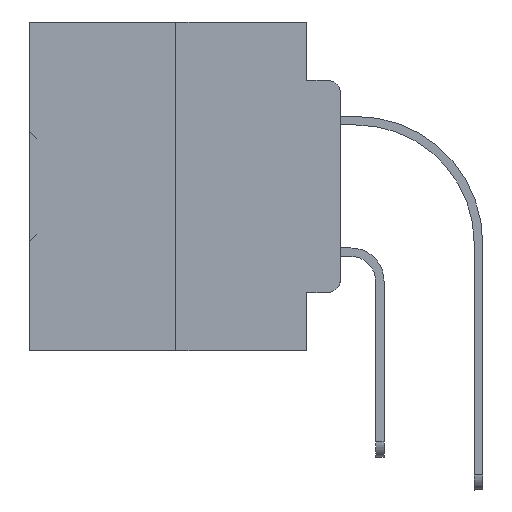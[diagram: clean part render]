
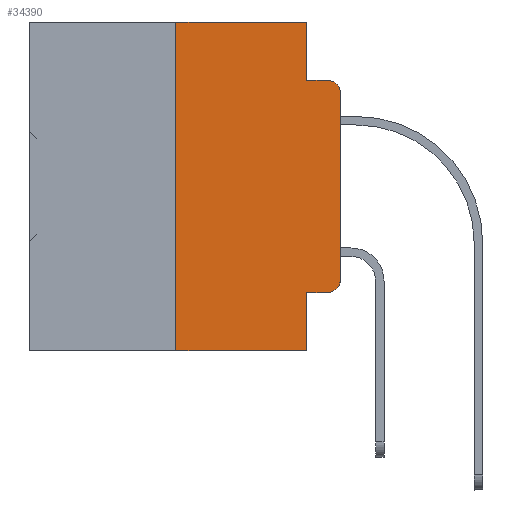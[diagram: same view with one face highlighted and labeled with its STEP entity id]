
A CAD part, left-side view. The second image highlights one B-rep face of the part: STEP entity #34390.
In plain terms, the highlighted planar face has unit normal (-1, 0, 0).
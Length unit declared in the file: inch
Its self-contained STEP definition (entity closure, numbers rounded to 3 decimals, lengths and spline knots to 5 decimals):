
#156 = CARTESIAN_POINT ( 'NONE',  ( 0., 0.051, -0.4115 ) ) ;
#649 = LINE ( 'NONE', #29859, #28101 ) ;
#1596 = EDGE_CURVE ( 'NONE', #4070, #7952, #649, .T. ) ;
#2082 = VECTOR ( 'NONE', #5604, 39.37008 ) ;
#2110 = CARTESIAN_POINT ( 'NONE',  ( 0., 0.051, 0. ) ) ;
#3308 = ORIENTED_EDGE ( 'NONE', *, *, #5663, .T. ) ;
#3886 = DIRECTION ( 'NONE',  ( 1., 0., 0. ) ) ;
#4070 = VERTEX_POINT ( 'NONE', #33596 ) ;
#4479 = DIRECTION ( 'NONE',  ( 0., 0., -1. ) ) ;
#4885 = ORIENTED_EDGE ( 'NONE', *, *, #15096, .T. ) ;
#4931 = ORIENTED_EDGE ( 'NONE', *, *, #13479, .T. ) ;
#5604 = DIRECTION ( 'NONE',  ( 0., 0., -1. ) ) ;
#5663 = EDGE_CURVE ( 'NONE', #25433, #6663, #32518, .T. ) ;
#6663 = VERTEX_POINT ( 'NONE', #17611 ) ;
#6913 = CARTESIAN_POINT ( 'NONE',  ( 0., 0., -0.3915 ) ) ;
#7039 = CARTESIAN_POINT ( 'NONE',  ( 0., 0.473, 0. ) ) ;
#7185 = DIRECTION ( 'NONE',  ( 0., -1., 0. ) ) ;
#7952 = VERTEX_POINT ( 'NONE', #20512 ) ;
#8900 = EDGE_CURVE ( 'NONE', #30068, #15854, #26293, .T. ) ;
#9156 = CARTESIAN_POINT ( 'NONE',  ( 0., 0., 0. ) ) ;
#9365 = DIRECTION ( 'NONE',  ( 0., 0., 1. ) ) ;
#9414 = ORIENTED_EDGE ( 'NONE', *, *, #9835, .T. ) ;
#9661 = VECTOR ( 'NONE', #32310, 39.37008 ) ;
#9835 = EDGE_CURVE ( 'NONE', #12326, #15854, #19659, .T. ) ;
#11666 = CARTESIAN_POINT ( 'NONE',  ( 0., 0.02, -0.1085 ) ) ;
#12297 = AXIS2_PLACEMENT_3D ( 'NONE', #33283, #26942, #4479 ) ;
#12326 = VERTEX_POINT ( 'NONE', #27768 ) ;
#13044 = DIRECTION ( 'NONE',  ( 0., -1., 0. ) ) ;
#13479 = EDGE_CURVE ( 'NONE', #6663, #19599, #22315, .T. ) ;
#13730 = CARTESIAN_POINT ( 'NONE',  ( 0., 0.02, -0.0885 ) ) ;
#13974 = FACE_OUTER_BOUND ( 'NONE', #40520, .T. ) ;
#14470 = VECTOR ( 'NONE', #27525, 39.37008 ) ;
#15062 = LINE ( 'NONE', #18411, #2082 ) ;
#15096 = EDGE_CURVE ( 'NONE', #19599, #12326, #18791, .T. ) ;
#15854 = VERTEX_POINT ( 'NONE', #13730 ) ;
#16180 = LINE ( 'NONE', #28989, #36694 ) ;
#16698 = DIRECTION ( 'NONE',  ( 0., 0., -1. ) ) ;
#16792 = CARTESIAN_POINT ( 'NONE',  ( 0., 0.051, 0. ) ) ;
#17070 = EDGE_CURVE ( 'NONE', #25433, #27564, #15062, .T. ) ;
#17239 = DIRECTION ( 'NONE',  ( 0., 0., 1. ) ) ;
#17611 = CARTESIAN_POINT ( 'NONE',  ( 0., 0.02, -0.4115 ) ) ;
#17921 = DIRECTION ( 'NONE',  ( 0., 0., -1. ) ) ;
#18411 = CARTESIAN_POINT ( 'NONE',  ( 0., 0.051, 0. ) ) ;
#18705 = AXIS2_PLACEMENT_3D ( 'NONE', #11666, #24226, #17921 ) ;
#18791 = LINE ( 'NONE', #9156, #26070 ) ;
#19599 = VERTEX_POINT ( 'NONE', #6913 ) ;
#19659 = CIRCLE ( 'NONE', #18705, 0.02 ) ;
#19852 = CARTESIAN_POINT ( 'NONE',  ( 0., 0.473, 0. ) ) ;
#20512 = CARTESIAN_POINT ( 'NONE',  ( 0., 0.25, 0. ) ) ;
#22104 = VECTOR ( 'NONE', #39416, 39.37008 ) ;
#22315 = CIRCLE ( 'NONE', #12297, 0.02 ) ;
#23815 = ORIENTED_EDGE ( 'NONE', *, *, #8900, .F. ) ;
#23828 = PLANE ( 'NONE',  #27664 ) ;
#24006 = ORIENTED_EDGE ( 'NONE', *, *, #17070, .F. ) ;
#24168 = LINE ( 'NONE', #2110, #14470 ) ;
#24226 = DIRECTION ( 'NONE',  ( -1., 0., 0. ) ) ;
#25374 = VECTOR ( 'NONE', #7185, 39.37008 ) ;
#25433 = VERTEX_POINT ( 'NONE', #29964 ) ;
#26070 = VECTOR ( 'NONE', #9365, 39.37008 ) ;
#26082 = CARTESIAN_POINT ( 'NONE',  ( 0., 0.051, -0.0885 ) ) ;
#26293 = LINE ( 'NONE', #26082, #25374 ) ;
#26785 = ORIENTED_EDGE ( 'NONE', *, *, #39116, .F. ) ;
#26942 = DIRECTION ( 'NONE',  ( -1., 0., 0. ) ) ;
#27000 = ORIENTED_EDGE ( 'NONE', *, *, #1596, .F. ) ;
#27525 = DIRECTION ( 'NONE',  ( 0., 0., -1. ) ) ;
#27564 = VERTEX_POINT ( 'NONE', #39546 ) ;
#27664 = AXIS2_PLACEMENT_3D ( 'NONE', #7039, #3886, #16698 ) ;
#27768 = CARTESIAN_POINT ( 'NONE',  ( 0., 0., -0.1085 ) ) ;
#27845 = VERTEX_POINT ( 'NONE', #16792 ) ;
#27923 = EDGE_CURVE ( 'NONE', #4070, #27564, #16180, .T. ) ;
#28101 = VECTOR ( 'NONE', #17239, 39.37008 ) ;
#28989 = CARTESIAN_POINT ( 'NONE',  ( 0., 0.473, -0.5 ) ) ;
#29367 = ORIENTED_EDGE ( 'NONE', *, *, #27923, .T. ) ;
#29859 = CARTESIAN_POINT ( 'NONE',  ( 0., 0.25, 0. ) ) ;
#29964 = CARTESIAN_POINT ( 'NONE',  ( 0., 0.051, -0.4115 ) ) ;
#30068 = VERTEX_POINT ( 'NONE', #41173 ) ;
#30655 = EDGE_CURVE ( 'NONE', #7952, #27845, #33108, .T. ) ;
#31162 = ORIENTED_EDGE ( 'NONE', *, *, #30655, .F. ) ;
#32310 = DIRECTION ( 'NONE',  ( 0., -1., 0. ) ) ;
#32518 = LINE ( 'NONE', #156, #9661 ) ;
#33108 = LINE ( 'NONE', #19852, #22104 ) ;
#33283 = CARTESIAN_POINT ( 'NONE',  ( 0., 0.02, -0.3915 ) ) ;
#33596 = CARTESIAN_POINT ( 'NONE',  ( 0., 0.25, -0.5 ) ) ;
#34390 = ADVANCED_FACE ( 'NONE', ( #13974 ), #23828, .F. ) ;
#36694 = VECTOR ( 'NONE', #13044, 39.37008 ) ;
#39116 = EDGE_CURVE ( 'NONE', #27845, #30068, #24168, .T. ) ;
#39416 = DIRECTION ( 'NONE',  ( 0., -1., 0. ) ) ;
#39546 = CARTESIAN_POINT ( 'NONE',  ( 0., 0.051, -0.5 ) ) ;
#40520 = EDGE_LOOP ( 'NONE', ( #4885, #9414, #23815, #26785, #31162, #27000, #29367, #24006, #3308, #4931 ) ) ;
#41173 = CARTESIAN_POINT ( 'NONE',  ( 0., 0.051, -0.0885 ) ) ;
